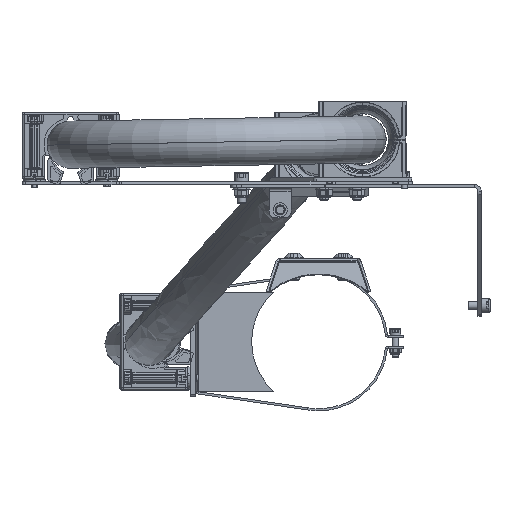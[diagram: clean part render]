
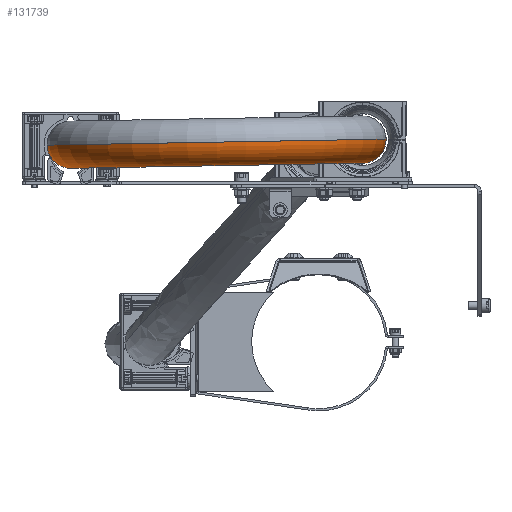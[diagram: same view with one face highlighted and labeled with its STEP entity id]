
A CAD part, left-side view. The second image highlights one B-rep face of the part: STEP entity #131739.
In plain terms, the highlighted toroidal (fillet/blend) face has major radius 132.865 mm and minor radius 21.5 mm.
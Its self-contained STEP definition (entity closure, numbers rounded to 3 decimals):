
#2747 = AXIS2_PLACEMENT_3D ( 'NONE', #125627, #105001, #137662 ) ;
#2797 = EDGE_CURVE ( 'NONE', #123106, #134123, #75488, .T. ) ;
#4087 = ORIENTED_EDGE ( 'NONE', *, *, #50666, .T. ) ;
#6653 = DIRECTION ( 'NONE',  ( 0., -1., 0.018 ) ) ;
#7883 = ORIENTED_EDGE ( 'NONE', *, *, #90480, .F. ) ;
#22006 = VERTEX_POINT ( 'NONE', #33942 ) ;
#23812 = CIRCLE ( 'NONE', #26040, 21.5 ) ;
#26040 = AXIS2_PLACEMENT_3D ( 'NONE', #57847, #89858, #122615 ) ;
#26523 = DIRECTION ( 'NONE',  ( 0., 0.018, 1. ) ) ;
#27922 = CARTESIAN_POINT ( 'NONE',  ( -319.883, 92.856, 2066.65 ) ) ;
#32434 = DIRECTION ( 'NONE',  ( -1., 0., 0. ) ) ;
#33942 = CARTESIAN_POINT ( 'NONE',  ( -319.883, -61.488, 2069. ) ) ;
#35269 = CIRCLE ( 'NONE', #128496, 111.365 ) ;
#35654 = TOROIDAL_SURFACE ( 'NONE', #42428, 132.865, 21.5 ) ;
#38475 = CARTESIAN_POINT ( 'NONE',  ( -319.883, -18.492, 2068.62 ) ) ;
#42428 = AXIS2_PLACEMENT_3D ( 'NONE', #136817, #50028, #6653 ) ;
#47624 = VERTEX_POINT ( 'NONE', #87046 ) ;
#49866 = ORIENTED_EDGE ( 'NONE', *, *, #130175, .F. ) ;
#50028 = DIRECTION ( 'NONE',  ( 0., 0.018, 1. ) ) ;
#50666 = EDGE_CURVE ( 'NONE', #47624, #101999, #35269, .T. ) ;
#55865 = ORIENTED_EDGE ( 'NONE', *, *, #89894, .T. ) ;
#57847 = CARTESIAN_POINT ( 'NONE',  ( -319.883, -39.988, 2069. ) ) ;
#59481 = EDGE_CURVE ( 'NONE', #101999, #22006, #122500, .T. ) ;
#59785 = DIRECTION ( 'NONE',  ( 1., 0., 0. ) ) ;
#66579 = CARTESIAN_POINT ( 'NONE',  ( -319.883, -39.988, 2069. ) ) ;
#69566 = CARTESIAN_POINT ( 'NONE',  ( -319.883, 225.7, 2042.8 ) ) ;
#69885 = AXIS2_PLACEMENT_3D ( 'NONE', #106736, #96013, #108827 ) ;
#75488 = CIRCLE ( 'NONE', #2747, 21.5 ) ;
#81286 = EDGE_LOOP ( 'NONE', ( #49866, #105504, #7883, #4087, #105860, #55865 ) ) ;
#85259 = CIRCLE ( 'NONE', #112606, 21.5 ) ;
#87046 = CARTESIAN_POINT ( 'NONE',  ( -319.883, 204.203, 2064.68 ) ) ;
#89858 = DIRECTION ( 'NONE',  ( -1., 0., 0. ) ) ;
#89894 = EDGE_CURVE ( 'NONE', #22006, #96892, #23812, .T. ) ;
#90480 = EDGE_CURVE ( 'NONE', #47624, #123106, #85259, .T. ) ;
#91773 = CARTESIAN_POINT ( 'NONE',  ( -319.883, 225.7, 2064.3 ) ) ;
#92648 = DIRECTION ( 'NONE',  ( 0., -1., 0.018 ) ) ;
#96013 = DIRECTION ( 'NONE',  ( 0., 0.018, 1. ) ) ;
#96462 = DIRECTION ( 'NONE',  ( 0., -0.999, 0.035 ) ) ;
#96892 = VERTEX_POINT ( 'NONE', #118605 ) ;
#99729 = AXIS2_PLACEMENT_3D ( 'NONE', #66579, #32434, #96462 ) ;
#101999 = VERTEX_POINT ( 'NONE', #38475 ) ;
#103775 = CARTESIAN_POINT ( 'NONE',  ( -319.883, 247.197, 2063.92 ) ) ;
#105001 = DIRECTION ( 'NONE',  ( 1., 0., 0. ) ) ;
#105504 = ORIENTED_EDGE ( 'NONE', *, *, #2797, .F. ) ;
#105860 = ORIENTED_EDGE ( 'NONE', *, *, #59481, .T. ) ;
#106736 = CARTESIAN_POINT ( 'NONE',  ( -319.883, 92.856, 2066.65 ) ) ;
#108827 = DIRECTION ( 'NONE',  ( 0., -1., 0.018 ) ) ;
#112606 = AXIS2_PLACEMENT_3D ( 'NONE', #91773, #59785, #135184 ) ;
#118605 = CARTESIAN_POINT ( 'NONE',  ( -319.883, -61.485, 2069.38 ) ) ;
#122500 = CIRCLE ( 'NONE', #99729, 21.5 ) ;
#122615 = DIRECTION ( 'NONE',  ( 0., -0.999, 0.035 ) ) ;
#123106 = VERTEX_POINT ( 'NONE', #69566 ) ;
#125627 = CARTESIAN_POINT ( 'NONE',  ( -319.883, 225.7, 2064.3 ) ) ;
#128496 = AXIS2_PLACEMENT_3D ( 'NONE', #27922, #26523, #92648 ) ;
#130175 = EDGE_CURVE ( 'NONE', #134123, #96892, #135755, .T. ) ;
#131739 = ADVANCED_FACE ( 'NONE', ( #138223 ), #35654, .T. ) ;
#134123 = VERTEX_POINT ( 'NONE', #103775 ) ;
#135184 = DIRECTION ( 'NONE',  ( 0., 1., 0. ) ) ;
#135755 = CIRCLE ( 'NONE', #69885, 154.365 ) ;
#136817 = CARTESIAN_POINT ( 'NONE',  ( -319.883, 92.856, 2066.65 ) ) ;
#137662 = DIRECTION ( 'NONE',  ( 0., 1., 0. ) ) ;
#138223 = FACE_OUTER_BOUND ( 'NONE', #81286, .T. ) ;
